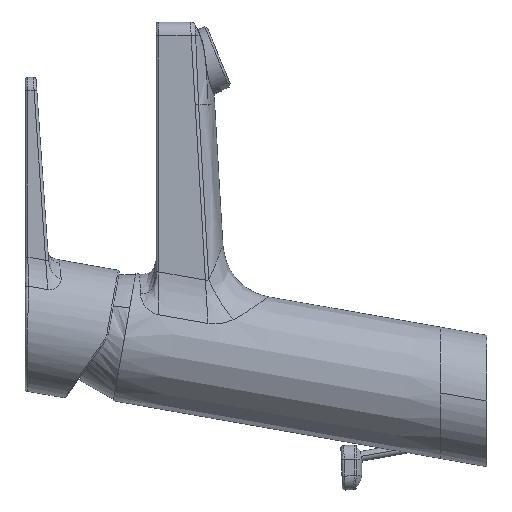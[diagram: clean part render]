
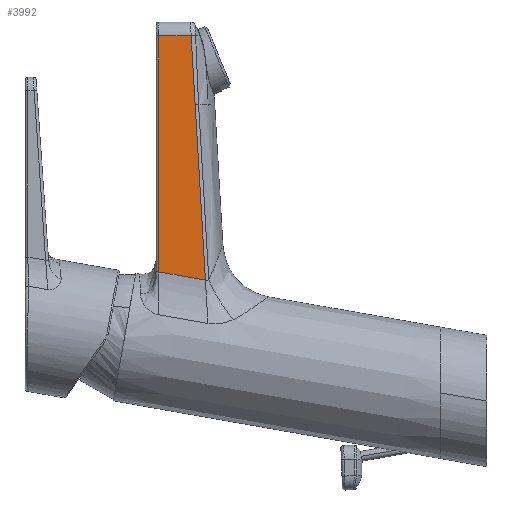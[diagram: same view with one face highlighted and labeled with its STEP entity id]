
A CAD part, left-side view. The second image highlights one B-rep face of the part: STEP entity #3992.
In plain terms, the highlighted planar face has unit normal (-1, 0, 0).
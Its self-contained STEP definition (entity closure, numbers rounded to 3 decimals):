
#187 = CARTESIAN_POINT ( 'NONE',  ( -17.5, 104.133, 93.943 ) ) ;
#237 = EDGE_LOOP ( 'NONE', ( #9570, #8886, #7126, #6427, #9073 ) ) ;
#309 = CARTESIAN_POINT ( 'NONE',  ( -17.5, 101.185, 43.466 ) ) ;
#645 = CARTESIAN_POINT ( 'NONE',  ( -17.5, 101.185, 43.466 ) ) ;
#776 = VERTEX_POINT ( 'NONE', #7850 ) ;
#796 = LINE ( 'NONE', #2487, #3141 ) ;
#933 = CARTESIAN_POINT ( 'NONE',  ( -17.5, 101.185, 43.466 ) ) ;
#1186 = CARTESIAN_POINT ( 'NONE',  ( -17.5, 102.659, 68.704 ) ) ;
#2068 = CARTESIAN_POINT ( 'NONE',  ( -17.5, 104.87, 106.562 ) ) ;
#2460 = B_SPLINE_CURVE_WITH_KNOTS ( 'NONE', 5,
 ( #309, #2863, #1186, #7217, #187, #9741 ),
 .UNSPECIFIED., .F., .F.,
 ( 6, 6 ),
 ( 3.568, 66.771 ),
 .UNSPECIFIED. ) ;
#2471 = VERTEX_POINT ( 'NONE', #11123 ) ;
#2487 = CARTESIAN_POINT ( 'NONE',  ( -17.5, 111.263, 131.273 ) ) ;
#2510 = VERTEX_POINT ( 'NONE', #4214 ) ;
#2821 = PLANE ( 'NONE',  #3510 ) ;
#2863 = CARTESIAN_POINT ( 'NONE',  ( -17.5, 101.922, 56.085 ) ) ;
#2935 = DIRECTION ( 'NONE',  ( 0., 0., 1. ) ) ;
#3045 = CARTESIAN_POINT ( 'NONE',  ( -17.5, 104.87, 106.562 ) ) ;
#3141 = VECTOR ( 'NONE', #5039, 1000. ) ;
#3477 = CARTESIAN_POINT ( 'NONE',  ( -17.5, 107.889, 44.648 ) ) ;
#3510 = AXIS2_PLACEMENT_3D ( 'NONE', #8190, #6362, #2935 ) ;
#3992 = ADVANCED_FACE ( 'NONE', ( #6153 ), #2821, .F. ) ;
#4214 = CARTESIAN_POINT ( 'NONE',  ( -17.5, 106.313, 131.273 ) ) ;
#4347 = CARTESIAN_POINT ( 'NONE',  ( -17.5, 111.242, 45.239 ) ) ;
#5039 = DIRECTION ( 'NONE',  ( 0., -1., 0. ) ) ;
#5218 = CARTESIAN_POINT ( 'NONE',  ( -17.5, 104.537, 44.057 ) ) ;
#6068 = CARTESIAN_POINT ( 'NONE',  ( -17.5, 117.946, 46.422 ) ) ;
#6153 = FACE_OUTER_BOUND ( 'NONE', #237, .T. ) ;
#6362 = DIRECTION ( 'NONE',  ( 1., 0., 0. ) ) ;
#6427 = ORIENTED_EDGE ( 'NONE', *, *, #6676, .T. ) ;
#6434 = CARTESIAN_POINT ( 'NONE',  ( -17.5, 106.313, 131.273 ) ) ;
#6676 = EDGE_CURVE ( 'NONE', #8324, #7663, #2460, .T. ) ;
#7126 = ORIENTED_EDGE ( 'NONE', *, *, #11095, .F. ) ;
#7217 = CARTESIAN_POINT ( 'NONE',  ( -17.5, 103.396, 81.323 ) ) ;
#7411 = DIRECTION ( 'NONE',  ( 0., 0., 1. ) ) ;
#7589 = CARTESIAN_POINT ( 'NONE',  ( -17.5, 114.594, 45.83 ) ) ;
#7663 = VERTEX_POINT ( 'NONE', #2068 ) ;
#7698 = LINE ( 'NONE', #9921, #9325 ) ;
#7850 = CARTESIAN_POINT ( 'NONE',  ( -17.5, 117.946, 131.273 ) ) ;
#8138 = B_SPLINE_CURVE_WITH_KNOTS ( 'NONE', 1,
 ( #3045, #6434 ),
 .UNSPECIFIED., .F., .F.,
 ( 2, 2 ),
 ( 0., 24.753 ),
 .UNSPECIFIED. ) ;
#8180 = EDGE_CURVE ( 'NONE', #2471, #776, #7698, .T. ) ;
#8190 = CARTESIAN_POINT ( 'NONE',  ( -17.5, 19.696, 3.473 ) ) ;
#8248 = EDGE_CURVE ( 'NONE', #7663, #2510, #8138, .T. ) ;
#8324 = VERTEX_POINT ( 'NONE', #645 ) ;
#8886 = ORIENTED_EDGE ( 'NONE', *, *, #8180, .F. ) ;
#9073 = ORIENTED_EDGE ( 'NONE', *, *, #8248, .T. ) ;
#9121 = B_SPLINE_CURVE_WITH_KNOTS ( 'NONE', 5,
 ( #933, #5218, #3477, #4347, #7589, #6068 ),
 .UNSPECIFIED., .F., .F.,
 ( 6, 6 ),
 ( 0., 17.02 ),
 .UNSPECIFIED. ) ;
#9325 = VECTOR ( 'NONE', #7411, 1000. ) ;
#9470 = EDGE_CURVE ( 'NONE', #776, #2510, #796, .T. ) ;
#9570 = ORIENTED_EDGE ( 'NONE', *, *, #9470, .F. ) ;
#9741 = CARTESIAN_POINT ( 'NONE',  ( -17.5, 104.87, 106.562 ) ) ;
#9921 = CARTESIAN_POINT ( 'NONE',  ( -17.5, 117.946, 91.685 ) ) ;
#11095 = EDGE_CURVE ( 'NONE', #8324, #2471, #9121, .T. ) ;
#11123 = CARTESIAN_POINT ( 'NONE',  ( -17.5, 117.946, 46.422 ) ) ;
